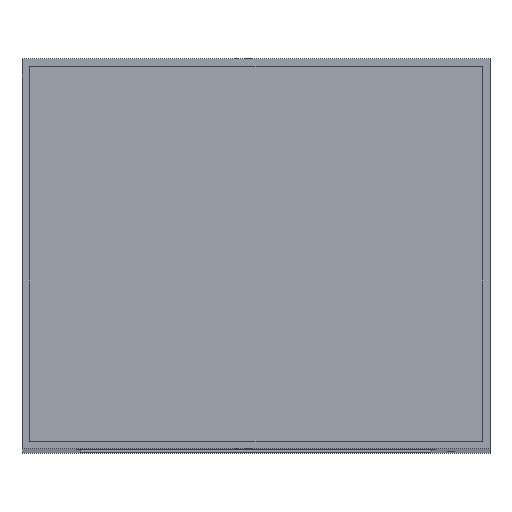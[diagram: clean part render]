
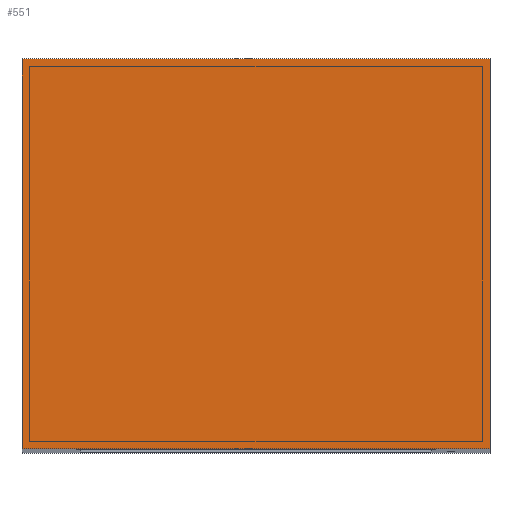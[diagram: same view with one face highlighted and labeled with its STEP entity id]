
A CAD part, top view. The second image highlights one B-rep face of the part: STEP entity #551.
In plain terms, the highlighted planar face has unit normal (0, 0, 1).
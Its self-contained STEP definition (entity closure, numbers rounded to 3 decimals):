
#66=PLANE('',#638);
#93=FACE_OUTER_BOUND('',#144,.T.);
#144=EDGE_LOOP('',(#510,#511,#512,#513));
#178=LINE('',#918,#225);
#188=LINE('',#939,#235);
#189=LINE('',#942,#236);
#191=LINE('',#945,#238);
#225=VECTOR('',#762,10.);
#235=VECTOR('',#784,10.);
#236=VECTOR('',#787,10.);
#238=VECTOR('',#791,10.);
#299=VERTEX_POINT('',#914);
#300=VERTEX_POINT('',#916);
#305=VERTEX_POINT('',#937);
#306=VERTEX_POINT('',#941);
#362=EDGE_CURVE('',#299,#300,#178,.T.);
#372=EDGE_CURVE('',#300,#305,#188,.T.);
#373=EDGE_CURVE('',#306,#299,#189,.T.);
#375=EDGE_CURVE('',#305,#306,#191,.T.);
#510=ORIENTED_EDGE('',*,*,#375,.T.);
#511=ORIENTED_EDGE('',*,*,#373,.T.);
#512=ORIENTED_EDGE('',*,*,#362,.T.);
#513=ORIENTED_EDGE('',*,*,#372,.T.);
#551=ADVANCED_FACE('',(#93),#66,.T.);
#638=AXIS2_PLACEMENT_3D('',#946,#792,#793);
#762=DIRECTION('',(1.,0.,0.));
#784=DIRECTION('',(0.,1.,0.));
#787=DIRECTION('',(0.,-1.,0.));
#791=DIRECTION('',(-1.,0.,0.));
#792=DIRECTION('center_axis',(0.,0.,1.));
#793=DIRECTION('ref_axis',(1.,0.,0.));
#914=CARTESIAN_POINT('',(-30.,-25.,300.));
#916=CARTESIAN_POINT('',(30.,-25.,300.));
#918=CARTESIAN_POINT('',(30.,-25.,300.));
#937=CARTESIAN_POINT('',(30.,25.,300.));
#939=CARTESIAN_POINT('',(30.,25.,300.));
#941=CARTESIAN_POINT('',(-30.,25.,300.));
#942=CARTESIAN_POINT('',(-30.,-25.,300.));
#945=CARTESIAN_POINT('',(-30.,25.,300.));
#946=CARTESIAN_POINT('Origin',(0.,0.,300.));
